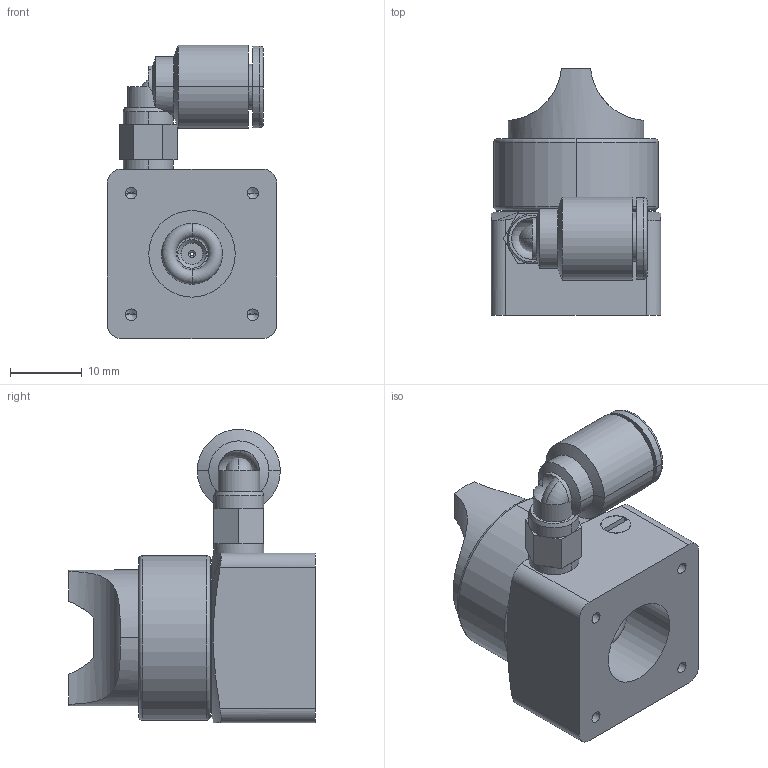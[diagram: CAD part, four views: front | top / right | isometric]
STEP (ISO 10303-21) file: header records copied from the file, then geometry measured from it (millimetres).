
FILE_DESCRIPTION((''),'2;1');
FILE_NAME('000-75502_SW0001','2025-06-27T16:59:59',('Samuel.Mangold'),(''),'CREO PARAMETRIC BY PTC INC, 2023254','CREO PARAMETRIC BY PTC INC, 2023254','');
FILE_SCHEMA(('CONFIG_CONTROL_DESIGN'));
Length unit declared in the file: millimetre
Products named in the file (1): 000-75502_SW0001
Bounding box: 23.7 x 34.5 x 41 mm (x, y, z)
Volume: 12688.1 mm3; surface area: 8130.8 mm2
Topology: 2 solids, 2 shells, 276 faces, 698 edges, 428 vertices
Faces by surface type: cylinder 121, plane 86, cone 54, torus 14, sphere 1
Entity records: 9739 total; most frequent: CARTESIAN_POINT 3095, DIRECTION 1384, ORIENTED_EDGE 1376, EDGE_CURVE 688, AXIS2_PLACEMENT_3D 552, VERTEX_POINT 428, EDGE_LOOP 324, VECTOR 280
